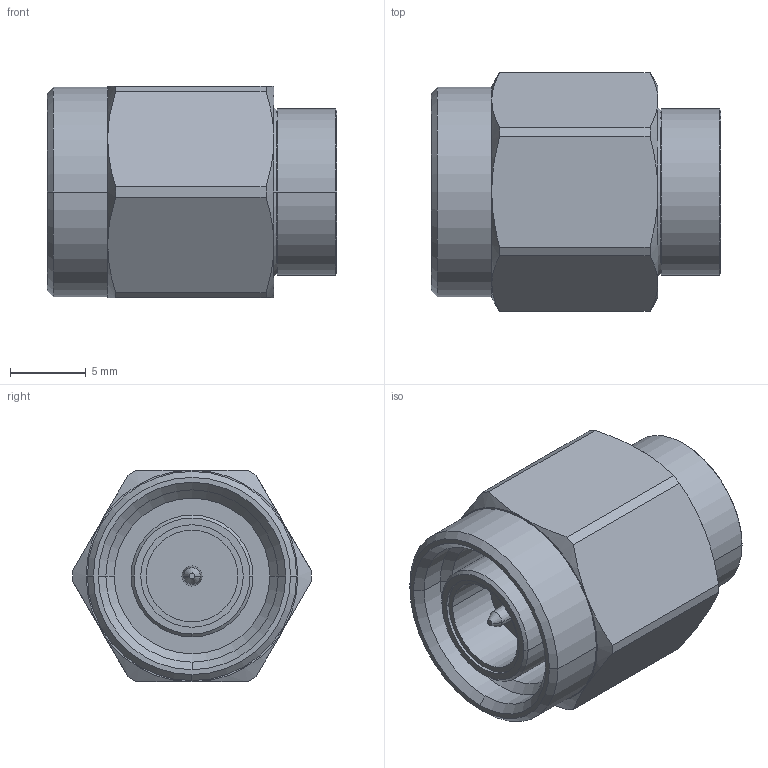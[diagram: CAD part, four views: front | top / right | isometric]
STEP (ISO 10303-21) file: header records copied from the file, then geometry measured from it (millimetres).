
FILE_DESCRIPTION (( 'STEP AP214' ), '1' );
FILE_NAME ('FMTR6089A_3D.step', '2025-01-22T00:33:48', ( '' ), ( '' ), 'SwSTEP 2.0', 'SolidWorks 2022', '' );
FILE_SCHEMA (( 'AUTOMOTIVE_DESIGN' ));
Length unit declared in the file: millimetre
Products named in the file (1): FMTR6089A_3D
Bounding box: 19.16 x 15.81 x 14.02 mm (x, y, z)
Volume: 2463.3 mm3; surface area: 1647.2 mm2
Topology: 1 solids, 1 shells, 72 faces, 157 edges, 96 vertices
Faces by surface type: cone 33, plane 23, cylinder 16
Entity records: 2091 total; most frequent: CARTESIAN_POINT 490, DIRECTION 339, ORIENTED_EDGE 314, EDGE_CURVE 157, AXIS2_PLACEMENT_3D 145, VERTEX_POINT 96, EDGE_LOOP 81, FACE_OUTER_BOUND 72
